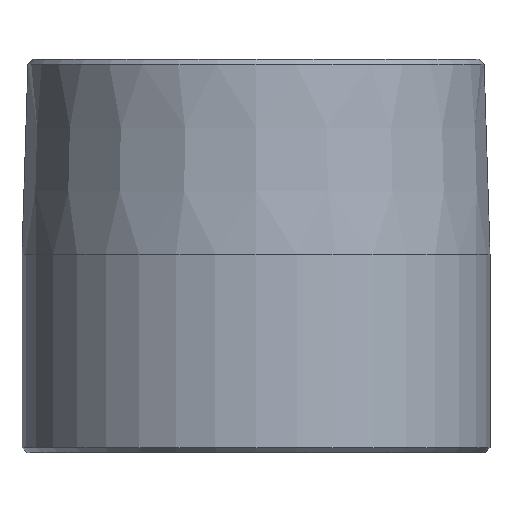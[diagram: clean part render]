
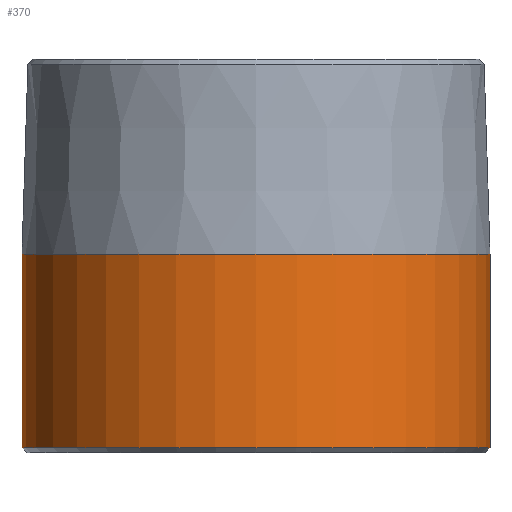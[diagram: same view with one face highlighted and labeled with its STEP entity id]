
A CAD part, front view. The second image highlights one B-rep face of the part: STEP entity #370.
In plain terms, the highlighted cylindrical face has radius 30.226 mm (diameter 60.452 mm), a partial arc.
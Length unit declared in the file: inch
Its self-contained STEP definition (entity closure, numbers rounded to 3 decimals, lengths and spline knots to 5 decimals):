
#4 = AXIS2_PLACEMENT_3D ( 'NONE', #40, #194, #356 ) ;
#40 = CARTESIAN_POINT ( 'NONE',  ( 0., 0., 1.01 ) ) ;
#74 = DIRECTION ( 'NONE',  ( 0., 0., 1. ) ) ;
#79 = FACE_OUTER_BOUND ( 'NONE', #104, .T. ) ;
#82 = CIRCLE ( 'NONE', #4, 1.19 ) ;
#83 = CARTESIAN_POINT ( 'NONE',  ( -1.19, 0., 0.025 ) ) ;
#104 = EDGE_LOOP ( 'NONE', ( #472, #412, #317, #389 ) ) ;
#106 = CARTESIAN_POINT ( 'NONE',  ( 1.19, 0., 1.01 ) ) ;
#121 = CIRCLE ( 'NONE', #235, 1.19 ) ;
#138 = AXIS2_PLACEMENT_3D ( 'NONE', #463, #270, #234 ) ;
#142 = EDGE_CURVE ( 'NONE', #239, #392, #146, .T. ) ;
#146 = LINE ( 'NONE', #228, #422 ) ;
#154 = DIRECTION ( 'NONE',  ( 0., 0., -1. ) ) ;
#157 = DIRECTION ( 'NONE',  ( 0., 0., -1. ) ) ;
#158 = EDGE_CURVE ( 'NONE', #288, #392, #121, .T. ) ;
#194 = DIRECTION ( 'NONE',  ( 0., 0., -1. ) ) ;
#195 = EDGE_CURVE ( 'NONE', #329, #288, #456, .T. ) ;
#228 = CARTESIAN_POINT ( 'NONE',  ( 1.19, 0., 2. ) ) ;
#234 = DIRECTION ( 'NONE',  ( -1., 0., 0. ) ) ;
#235 = AXIS2_PLACEMENT_3D ( 'NONE', #264, #74, #461 ) ;
#239 = VERTEX_POINT ( 'NONE', #106 ) ;
#264 = CARTESIAN_POINT ( 'NONE',  ( 0., 0., 0.025 ) ) ;
#270 = DIRECTION ( 'NONE',  ( 0., 0., -1. ) ) ;
#288 = VERTEX_POINT ( 'NONE', #83 ) ;
#315 = VECTOR ( 'NONE', #157, 39.37008 ) ;
#317 = ORIENTED_EDGE ( 'NONE', *, *, #195, .T. ) ;
#329 = VERTEX_POINT ( 'NONE', #425 ) ;
#346 = EDGE_CURVE ( 'NONE', #239, #329, #82, .T. ) ;
#356 = DIRECTION ( 'NONE',  ( -1., 0., 0. ) ) ;
#370 = ADVANCED_FACE ( 'NONE', ( #79 ), #427, .T. ) ;
#381 = CARTESIAN_POINT ( 'NONE',  ( -1.19, 0., 2. ) ) ;
#389 = ORIENTED_EDGE ( 'NONE', *, *, #158, .T. ) ;
#390 = CARTESIAN_POINT ( 'NONE',  ( 1.19, 0., 0.025 ) ) ;
#392 = VERTEX_POINT ( 'NONE', #390 ) ;
#412 = ORIENTED_EDGE ( 'NONE', *, *, #346, .T. ) ;
#422 = VECTOR ( 'NONE', #154, 39.37008 ) ;
#425 = CARTESIAN_POINT ( 'NONE',  ( -1.19, 0., 1.01 ) ) ;
#427 = CYLINDRICAL_SURFACE ( 'NONE', #138, 1.19 ) ;
#456 = LINE ( 'NONE', #381, #315 ) ;
#461 = DIRECTION ( 'NONE',  ( 1., 0., 0. ) ) ;
#463 = CARTESIAN_POINT ( 'NONE',  ( 0., 0., 2. ) ) ;
#472 = ORIENTED_EDGE ( 'NONE', *, *, #142, .F. ) ;
